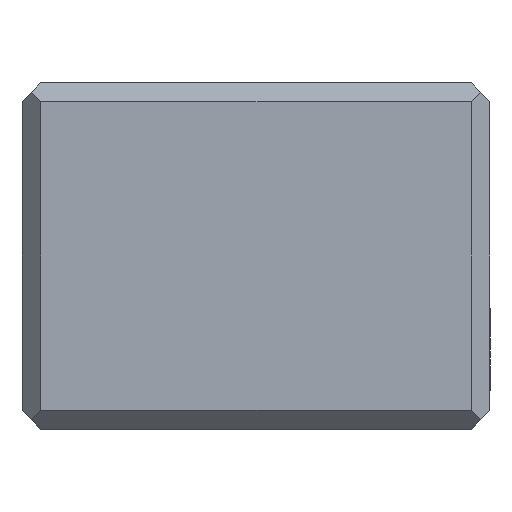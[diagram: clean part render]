
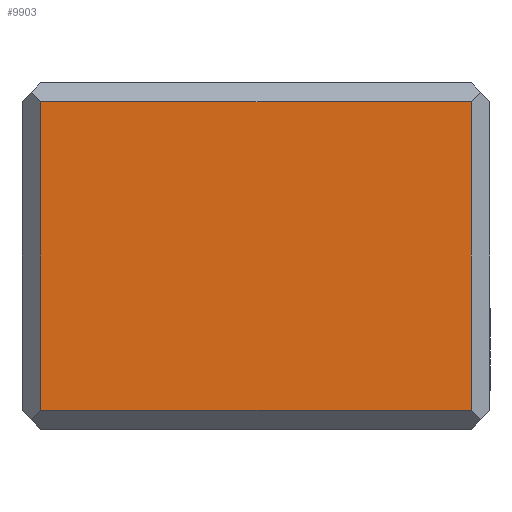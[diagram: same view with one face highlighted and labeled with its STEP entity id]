
A CAD part, left-side view. The second image highlights one B-rep face of the part: STEP entity #9903.
In plain terms, the highlighted planar face has unit normal (-1, 0, 0).
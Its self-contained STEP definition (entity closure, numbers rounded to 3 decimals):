
#795 = VERTEX_POINT ( 'NONE', #16614 ) ;
#1323 = LINE ( 'NONE', #8149, #7711 ) ;
#1473 = VECTOR ( 'NONE', #16129, 1000. ) ;
#1691 = VECTOR ( 'NONE', #5907, 1000. ) ;
#1723 = ORIENTED_EDGE ( 'NONE', *, *, #10619, .T. ) ;
#1944 = ORIENTED_EDGE ( 'NONE', *, *, #7684, .T. ) ;
#2039 = EDGE_CURVE ( 'NONE', #795, #13926, #8592, .T. ) ;
#3290 = ORIENTED_EDGE ( 'NONE', *, *, #7893, .T. ) ;
#3877 = EDGE_LOOP ( 'NONE', ( #15278, #1944, #3290, #1723 ) ) ;
#5547 = CARTESIAN_POINT ( 'NONE',  ( -18.25, 25.3, -8.2 ) ) ;
#5907 = DIRECTION ( 'NONE',  ( 0., 0., 1. ) ) ;
#5939 = CARTESIAN_POINT ( 'NONE',  ( -18.25, 24.15, 8.3 ) ) ;
#7296 = VERTEX_POINT ( 'NONE', #5939 ) ;
#7684 = EDGE_CURVE ( 'NONE', #13926, #7296, #13388, .T. ) ;
#7711 = VECTOR ( 'NONE', #12143, 1000. ) ;
#7893 = EDGE_CURVE ( 'NONE', #7296, #8728, #1323, .T. ) ;
#8039 = PLANE ( 'NONE',  #16410 ) ;
#8149 = CARTESIAN_POINT ( 'NONE',  ( -18.25, 24.15, 0. ) ) ;
#8592 = LINE ( 'NONE', #16771, #1691 ) ;
#8728 = VERTEX_POINT ( 'NONE', #10172 ) ;
#9362 = CARTESIAN_POINT ( 'NONE',  ( -18.25, 25.3, 8.5 ) ) ;
#9903 = ADVANCED_FACE ( 'NONE', ( #13093 ), #8039, .F. ) ;
#10172 = CARTESIAN_POINT ( 'NONE',  ( -18.25, 24.15, -8.2 ) ) ;
#10619 = EDGE_CURVE ( 'NONE', #8728, #795, #13430, .T. ) ;
#10733 = DIRECTION ( 'NONE',  ( 0., 0., 1. ) ) ;
#12143 = DIRECTION ( 'NONE',  ( 0., 0., -1. ) ) ;
#12425 = VECTOR ( 'NONE', #13644, 1000. ) ;
#13093 = FACE_OUTER_BOUND ( 'NONE', #3877, .T. ) ;
#13347 = DIRECTION ( 'NONE',  ( 1., 0., 0. ) ) ;
#13388 = LINE ( 'NONE', #14942, #12425 ) ;
#13430 = LINE ( 'NONE', #5547, #1473 ) ;
#13644 = DIRECTION ( 'NONE',  ( 0., 1., 0. ) ) ;
#13926 = VERTEX_POINT ( 'NONE', #16568 ) ;
#14942 = CARTESIAN_POINT ( 'NONE',  ( -18.25, 25.3, 8.3 ) ) ;
#15278 = ORIENTED_EDGE ( 'NONE', *, *, #2039, .T. ) ;
#16129 = DIRECTION ( 'NONE',  ( 0., -1., 0. ) ) ;
#16410 = AXIS2_PLACEMENT_3D ( 'NONE', #9362, #13347, #10733 ) ;
#16568 = CARTESIAN_POINT ( 'NONE',  ( -18.25, 1.15, 8.3 ) ) ;
#16614 = CARTESIAN_POINT ( 'NONE',  ( -18.25, 1.15, -8.2 ) ) ;
#16771 = CARTESIAN_POINT ( 'NONE',  ( -18.25, 1.15, 8.5 ) ) ;
